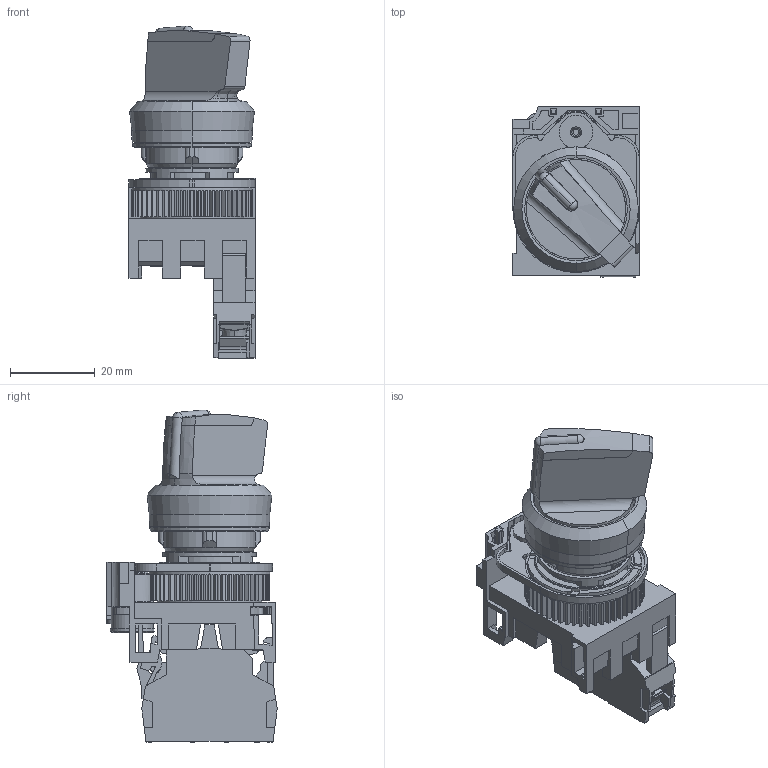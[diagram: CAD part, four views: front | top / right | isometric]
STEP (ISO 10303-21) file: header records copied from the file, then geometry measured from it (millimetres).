
FILE_DESCRIPTION(('STEP AP214'),'1');
FILE_NAME('cctmp_7264D1EC-EA7B-4602-9FB8-F8B5005C3275_2025_10_07_17_19_32_0399..stp','2025-10-07T15:19:34',('SIEMENS A&D'),('CADClick - www.CADClick.com'),'Spatial InterOp 3D postprocessed',' ','unknown authorization');
FILE_SCHEMA(('AUTOMOTIVE_DESIGN'));
Length unit declared in the file: millimetre
Products named in the file (4): cc_unnamed; 0_2; 0_1; 0
Assembly tree (3 placements, depth 2):
  cc_unnamed
    0_2
    0_1
    0
Bounding box: 29.8 x 40.28 x 78.5 mm (x, y, z)
Volume: 26933 mm3; surface area: 24988.3 mm2
Topology: 3 solids, 3 shells, 2196 faces, 6217 edges, 4074 vertices
Faces by surface type: plane 1564, cylinder 546, cone 68, torus 10, bspline 6, sphere 2
Entity records: 78912 total; most frequent: CARTESIAN_POINT 13581, ORIENTED_EDGE 12422, DIRECTION 12061, EDGE_CURVE 6211, LINE 4495, VECTOR 4495, VERTEX_POINT 4074, AXIS2_PLACEMENT_3D 3783
